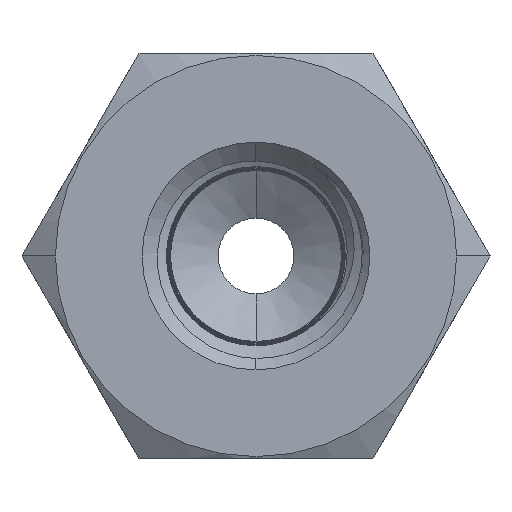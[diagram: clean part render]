
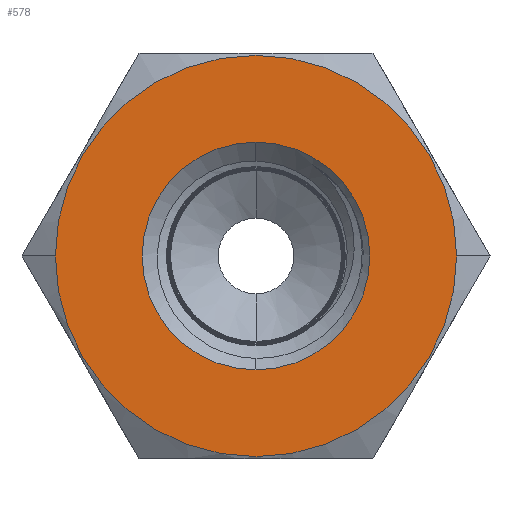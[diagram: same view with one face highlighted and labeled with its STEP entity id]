
A CAD part, left-side view. The second image highlights one B-rep face of the part: STEP entity #578.
In plain terms, the highlighted planar face has unit normal (-1, 0, 0).
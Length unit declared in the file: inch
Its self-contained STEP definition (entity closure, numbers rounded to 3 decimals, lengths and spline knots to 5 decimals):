
#109 = VERTEX_POINT ( 'NONE', #861 ) ;
#187 = AXIS2_PLACEMENT_3D ( 'NONE', #7012, #2527, #6302 ) ;
#279 = EDGE_CURVE ( 'NONE', #109, #3862, #4948, .T. ) ;
#524 = CARTESIAN_POINT ( 'NONE',  ( -1.31, -0.495, 0. ) ) ;
#578 = ADVANCED_FACE ( 'NONE', ( #5289, #4213 ), #5989, .F. ) ;
#844 = CARTESIAN_POINT ( 'NONE',  ( -1.31, 0., 0. ) ) ;
#847 = EDGE_CURVE ( 'NONE', #3862, #109, #5279, .T. ) ;
#861 = CARTESIAN_POINT ( 'NONE',  ( -1.31, 0., -0.281 ) ) ;
#917 = CIRCLE ( 'NONE', #8766, 0.495 ) ;
#1298 = ORIENTED_EDGE ( 'NONE', *, *, #9494, .T. ) ;
#1308 = DIRECTION ( 'NONE',  ( 0., -1., 0. ) ) ;
#1448 = DIRECTION ( 'NONE',  ( 0., 1., 0. ) ) ;
#1479 = DIRECTION ( 'NONE',  ( 1., 0., 0. ) ) ;
#1933 = ORIENTED_EDGE ( 'NONE', *, *, #279, .F. ) ;
#1974 = VERTEX_POINT ( 'NONE', #7265 ) ;
#2527 = DIRECTION ( 'NONE',  ( -1., 0., 0. ) ) ;
#3042 = EDGE_LOOP ( 'NONE', ( #8092, #1298 ) ) ;
#3862 = VERTEX_POINT ( 'NONE', #6822 ) ;
#4116 = DIRECTION ( 'NONE',  ( -1., 0., 0. ) ) ;
#4211 = CARTESIAN_POINT ( 'NONE',  ( -1.31, 0., 0. ) ) ;
#4213 = FACE_BOUND ( 'NONE', #7122, .T. ) ;
#4255 = AXIS2_PLACEMENT_3D ( 'NONE', #4525, #1479, #1448 ) ;
#4525 = CARTESIAN_POINT ( 'NONE',  ( -1.31, 0.495, 0. ) ) ;
#4771 = DIRECTION ( 'NONE',  ( 0., 0., 1. ) ) ;
#4948 = CIRCLE ( 'NONE', #187, 0.281 ) ;
#5010 = CIRCLE ( 'NONE', #6441, 0.495 ) ;
#5279 = CIRCLE ( 'NONE', #9479, 0.281 ) ;
#5289 = FACE_OUTER_BOUND ( 'NONE', #3042, .T. ) ;
#5989 = PLANE ( 'NONE',  #4255 ) ;
#6217 = DIRECTION ( 'NONE',  ( -1., 0., 0. ) ) ;
#6302 = DIRECTION ( 'NONE',  ( 0., 0., 1. ) ) ;
#6441 = AXIS2_PLACEMENT_3D ( 'NONE', #4211, #4116, #8735 ) ;
#6677 = EDGE_CURVE ( 'NONE', #1974, #6820, #5010, .T. ) ;
#6727 = CARTESIAN_POINT ( 'NONE',  ( -1.31, 0., 0. ) ) ;
#6820 = VERTEX_POINT ( 'NONE', #524 ) ;
#6822 = CARTESIAN_POINT ( 'NONE',  ( -1.31, 0., 0.281 ) ) ;
#7012 = CARTESIAN_POINT ( 'NONE',  ( -1.31, 0., 0. ) ) ;
#7122 = EDGE_LOOP ( 'NONE', ( #9361, #1933 ) ) ;
#7265 = CARTESIAN_POINT ( 'NONE',  ( -1.31, 0.495, 0. ) ) ;
#8092 = ORIENTED_EDGE ( 'NONE', *, *, #6677, .T. ) ;
#8735 = DIRECTION ( 'NONE',  ( 0., -1., 0. ) ) ;
#8766 = AXIS2_PLACEMENT_3D ( 'NONE', #6727, #8984, #1308 ) ;
#8984 = DIRECTION ( 'NONE',  ( -1., 0., 0. ) ) ;
#9361 = ORIENTED_EDGE ( 'NONE', *, *, #847, .F. ) ;
#9479 = AXIS2_PLACEMENT_3D ( 'NONE', #844, #6217, #4771 ) ;
#9494 = EDGE_CURVE ( 'NONE', #6820, #1974, #917, .T. ) ;
